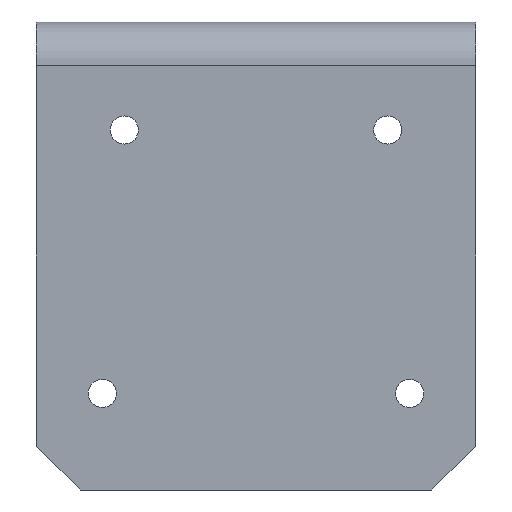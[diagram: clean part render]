
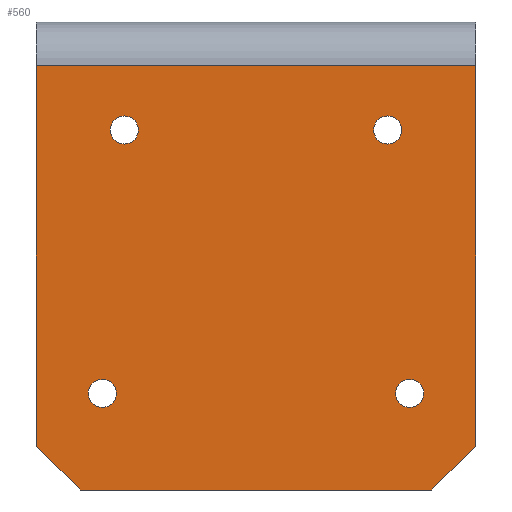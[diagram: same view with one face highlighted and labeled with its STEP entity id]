
A CAD part, front view. The second image highlights one B-rep face of the part: STEP entity #560.
In plain terms, the highlighted planar face has unit normal (0, -1, 0).
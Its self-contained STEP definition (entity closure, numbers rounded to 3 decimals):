
#19=FACE_BOUND('',#88,.T.);
#20=FACE_BOUND('',#89,.T.);
#21=FACE_BOUND('',#90,.T.);
#22=FACE_BOUND('',#91,.T.);
#34=PLANE('',#619);
#55=FACE_OUTER_BOUND('',#87,.T.);
#87=EDGE_LOOP('',(#418,#419,#420,#421,#422,#423));
#88=EDGE_LOOP('',(#424));
#89=EDGE_LOOP('',(#425));
#90=EDGE_LOOP('',(#426));
#91=EDGE_LOOP('',(#427));
#138=LINE('',#863,#194);
#139=LINE('',#865,#195);
#140=LINE('',#867,#196);
#141=LINE('',#869,#197);
#142=LINE('',#871,#198);
#143=LINE('',#872,#199);
#194=VECTOR('',#700,43.3);
#195=VECTOR('',#701,50.);
#196=VECTOR('',#702,43.3);
#197=VECTOR('',#703,7.071);
#198=VECTOR('',#704,40.);
#199=VECTOR('',#705,7.071);
#237=CIRCLE('',#608,1.6);
#239=CIRCLE('',#611,1.6);
#241=CIRCLE('',#614,1.6);
#243=CIRCLE('',#617,1.6);
#259=VERTEX_POINT('',#818);
#261=VERTEX_POINT('',#824);
#263=VERTEX_POINT('',#830);
#265=VERTEX_POINT('',#836);
#276=VERTEX_POINT('',#861);
#277=VERTEX_POINT('',#862);
#278=VERTEX_POINT('',#864);
#279=VERTEX_POINT('',#866);
#280=VERTEX_POINT('',#868);
#281=VERTEX_POINT('',#870);
#312=EDGE_CURVE('',#259,#259,#237,.T.);
#315=EDGE_CURVE('',#261,#261,#239,.T.);
#318=EDGE_CURVE('',#263,#263,#241,.T.);
#321=EDGE_CURVE('',#265,#265,#243,.T.);
#332=EDGE_CURVE('',#276,#277,#138,.T.);
#333=EDGE_CURVE('',#276,#278,#139,.F.);
#334=EDGE_CURVE('',#279,#278,#140,.T.);
#335=EDGE_CURVE('',#279,#280,#141,.F.);
#336=EDGE_CURVE('',#281,#280,#142,.T.);
#337=EDGE_CURVE('',#281,#277,#143,.F.);
#418=ORIENTED_EDGE('',*,*,#332,.F.);
#419=ORIENTED_EDGE('',*,*,#333,.T.);
#420=ORIENTED_EDGE('',*,*,#334,.F.);
#421=ORIENTED_EDGE('',*,*,#335,.T.);
#422=ORIENTED_EDGE('',*,*,#336,.F.);
#423=ORIENTED_EDGE('',*,*,#337,.T.);
#424=ORIENTED_EDGE('',*,*,#312,.T.);
#425=ORIENTED_EDGE('',*,*,#315,.T.);
#426=ORIENTED_EDGE('',*,*,#318,.T.);
#427=ORIENTED_EDGE('',*,*,#321,.T.);
#560=ADVANCED_FACE('',(#55,#19,#20,#21,#22),#34,.T.);
#608=AXIS2_PLACEMENT_3D('',#820,#663,#664);
#611=AXIS2_PLACEMENT_3D('',#826,#670,#671);
#614=AXIS2_PLACEMENT_3D('',#832,#677,#678);
#617=AXIS2_PLACEMENT_3D('',#838,#684,#685);
#619=AXIS2_PLACEMENT_3D('',#860,#698,#699);
#663=DIRECTION('center_axis',(0.,1.,0.));
#664=DIRECTION('ref_axis',(1.,0.,0.));
#670=DIRECTION('center_axis',(0.,1.,0.));
#671=DIRECTION('ref_axis',(1.,0.,0.));
#677=DIRECTION('center_axis',(0.,1.,0.));
#678=DIRECTION('ref_axis',(1.,0.,0.));
#684=DIRECTION('center_axis',(0.,1.,0.));
#685=DIRECTION('ref_axis',(1.,0.,0.));
#698=DIRECTION('center_axis',(0.,-1.,0.));
#699=DIRECTION('ref_axis',(0.,0.,-1.));
#700=DIRECTION('',(0.,0.,-1.));
#701=DIRECTION('',(1.,0.,0.));
#702=DIRECTION('',(0.,0.,1.));
#703=DIRECTION('',(-0.707,0.,0.707));
#704=DIRECTION('',(-1.,0.,0.));
#705=DIRECTION('',(-0.707,0.,-0.707));
#818=CARTESIAN_POINT('',(40.9,0.,-42.3));
#820=CARTESIAN_POINT('Origin',(42.5,0.,-42.3));
#824=CARTESIAN_POINT('',(5.9,0.,-42.3));
#826=CARTESIAN_POINT('Origin',(7.5,0.,-42.3));
#830=CARTESIAN_POINT('',(38.4,0.,-12.3));
#832=CARTESIAN_POINT('Origin',(40.,0.,-12.3));
#836=CARTESIAN_POINT('',(8.4,0.,-12.3));
#838=CARTESIAN_POINT('Origin',(10.,0.,-12.3));
#860=CARTESIAN_POINT('Origin',(0.,0.,0.));
#861=CARTESIAN_POINT('',(50.,0.,-5.));
#862=CARTESIAN_POINT('',(50.,0.,-48.3));
#863=CARTESIAN_POINT('',(50.,0.,-5.));
#864=CARTESIAN_POINT('',(0.,0.,-5.));
#865=CARTESIAN_POINT('',(0.,0.,-5.));
#866=CARTESIAN_POINT('',(0.,0.,-48.3));
#867=CARTESIAN_POINT('',(0.,0.,-48.3));
#868=CARTESIAN_POINT('',(5.,0.,-53.3));
#869=CARTESIAN_POINT('',(5.,0.,-53.3));
#870=CARTESIAN_POINT('',(45.,0.,-53.3));
#871=CARTESIAN_POINT('',(45.,0.,-53.3));
#872=CARTESIAN_POINT('',(50.,0.,-48.3));
